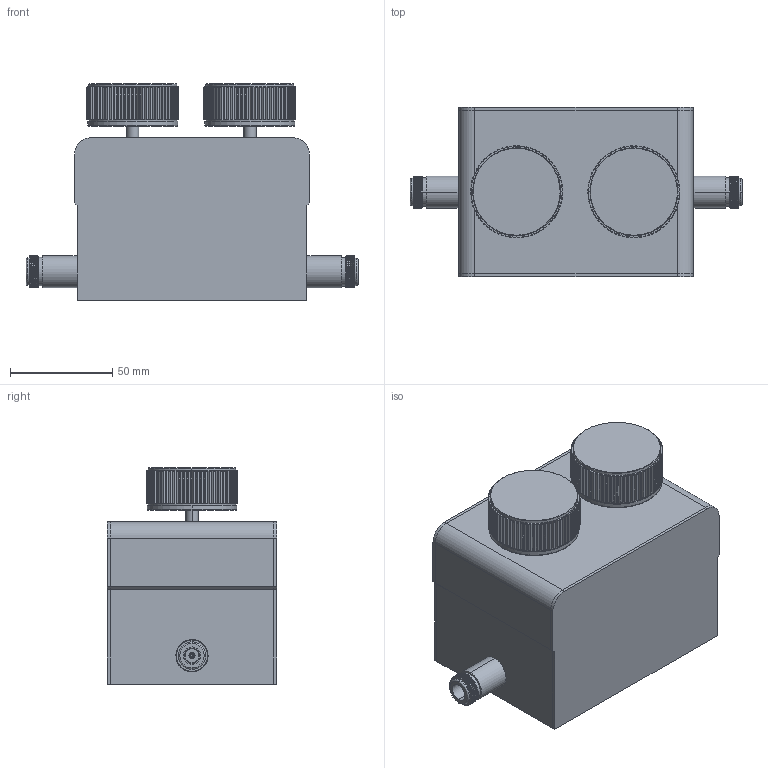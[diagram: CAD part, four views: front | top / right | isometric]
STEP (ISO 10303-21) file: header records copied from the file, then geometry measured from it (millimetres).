
FILE_DESCRIPTION (( 'STEP AP203' ), '1' );
FILE_NAME ('PE7446N-69_3D.STEP', '2022-06-30T13:53:42', ( '' ), ( '' ), 'SwSTEP 2.0', 'SolidWorks 2021', '' );
FILE_SCHEMA (( 'CONFIG_CONTROL_DESIGN' ));
Length unit declared in the file: inch
Products named in the file (4): RSA_N FEMALE; RSA_BODY_1_MA3; RSA_KNOB_1_MA3; PE7446N-69_3D
Assembly tree (5 placements, depth 2):
  PE7446N-69_3D
    RSA_BODY_1_MA3
    RSA_KNOB_1_MA3  x2
    RSA_N FEMALE  x2
Bounding box: 162.51 x 83 x 106 mm (x, y, z)
Volume: 818194.4 mm3; surface area: 106853.9 mm2
Topology: 7 solids, 7 shells, 1304 faces, 3174 edges, 1908 vertices
Faces by surface type: plane 718, cone 308, cylinder 264, torus 8, bspline 6
Entity records: 22689 total; most frequent: CARTESIAN_POINT 6133, ORIENTED_EDGE 3440, DIRECTION 3304, EDGE_CURVE 1720, AXIS2_PLACEMENT_3D 1244, VERTEX_POINT 1044, LINE 816, VECTOR 816
